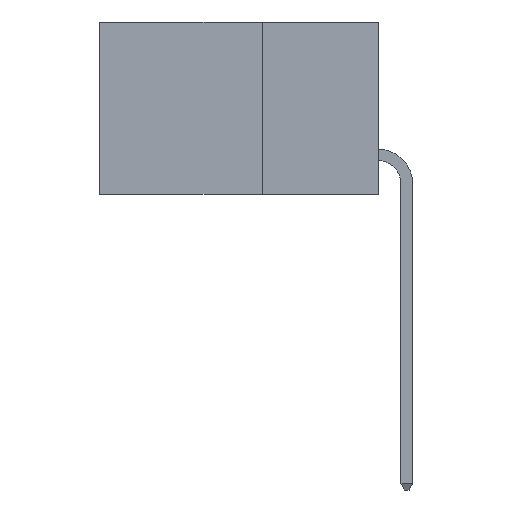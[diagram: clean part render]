
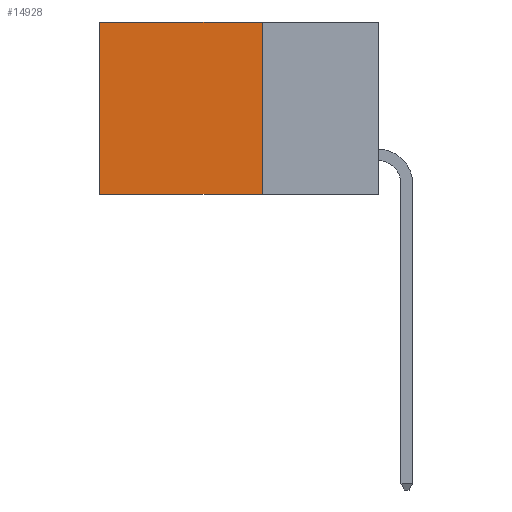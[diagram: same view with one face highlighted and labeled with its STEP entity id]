
A CAD part, left-side view. The second image highlights one B-rep face of the part: STEP entity #14928.
In plain terms, the highlighted planar face has unit normal (-1, 0, 0).
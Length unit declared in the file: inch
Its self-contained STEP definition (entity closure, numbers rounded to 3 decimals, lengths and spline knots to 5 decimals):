
#494 = EDGE_CURVE ( 'NONE', #5521, #13163, #12342, .T. ) ;
#560 = AXIS2_PLACEMENT_3D ( 'NONE', #10265, #5420, #13854 ) ;
#1144 = EDGE_LOOP ( 'NONE', ( #6384, #4388, #10816, #4450 ) ) ;
#2496 = VECTOR ( 'NONE', #8436, 39.37008 ) ;
#2552 = CARTESIAN_POINT ( 'NONE',  ( 0.2615, 0.25, -0.37 ) ) ;
#2951 = VECTOR ( 'NONE', #3862, 39.37008 ) ;
#2990 = CARTESIAN_POINT ( 'NONE',  ( 0.2615, 0.25, 0. ) ) ;
#3360 = EDGE_CURVE ( 'NONE', #5521, #12788, #9563, .T. ) ;
#3862 = DIRECTION ( 'NONE',  ( 0., 0., -1. ) ) ;
#4388 = ORIENTED_EDGE ( 'NONE', *, *, #7841, .F. ) ;
#4450 = ORIENTED_EDGE ( 'NONE', *, *, #494, .T. ) ;
#5160 = CARTESIAN_POINT ( 'NONE',  ( 0.2615, 0.25, -0.37 ) ) ;
#5420 = DIRECTION ( 'NONE',  ( 1., 0., 0. ) ) ;
#5521 = VERTEX_POINT ( 'NONE', #12907 ) ;
#6166 = CARTESIAN_POINT ( 'NONE',  ( 0.2615, 0.6, -0.37 ) ) ;
#6384 = ORIENTED_EDGE ( 'NONE', *, *, #10724, .T. ) ;
#6746 = LINE ( 'NONE', #6166, #12779 ) ;
#7435 = DIRECTION ( 'NONE',  ( 0., 0., -1. ) ) ;
#7488 = FACE_OUTER_BOUND ( 'NONE', #1144, .T. ) ;
#7729 = DIRECTION ( 'NONE',  ( 0., 1., 0. ) ) ;
#7841 = EDGE_CURVE ( 'NONE', #12788, #13237, #12231, .T. ) ;
#8436 = DIRECTION ( 'NONE',  ( 0., 1., 0. ) ) ;
#9034 = VECTOR ( 'NONE', #7729, 39.37008 ) ;
#9221 = CARTESIAN_POINT ( 'NONE',  ( 0.2615, 0.6, 0. ) ) ;
#9563 = LINE ( 'NONE', #2552, #2951 ) ;
#10265 = CARTESIAN_POINT ( 'NONE',  ( 0.2615, 0.25, -0.37 ) ) ;
#10724 = EDGE_CURVE ( 'NONE', #13163, #13237, #6746, .T. ) ;
#10816 = ORIENTED_EDGE ( 'NONE', *, *, #3360, .F. ) ;
#12231 = LINE ( 'NONE', #5160, #9034 ) ;
#12342 = LINE ( 'NONE', #2990, #2496 ) ;
#12679 = PLANE ( 'NONE',  #560 ) ;
#12779 = VECTOR ( 'NONE', #7435, 39.37008 ) ;
#12788 = VERTEX_POINT ( 'NONE', #15615 ) ;
#12907 = CARTESIAN_POINT ( 'NONE',  ( 0.2615, 0.25, 0. ) ) ;
#13163 = VERTEX_POINT ( 'NONE', #9221 ) ;
#13237 = VERTEX_POINT ( 'NONE', #15291 ) ;
#13854 = DIRECTION ( 'NONE',  ( 0., 0., -1. ) ) ;
#14928 = ADVANCED_FACE ( 'NONE', ( #7488 ), #12679, .F. ) ;
#15291 = CARTESIAN_POINT ( 'NONE',  ( 0.2615, 0.6, -0.37 ) ) ;
#15615 = CARTESIAN_POINT ( 'NONE',  ( 0.2615, 0.25, -0.37 ) ) ;
